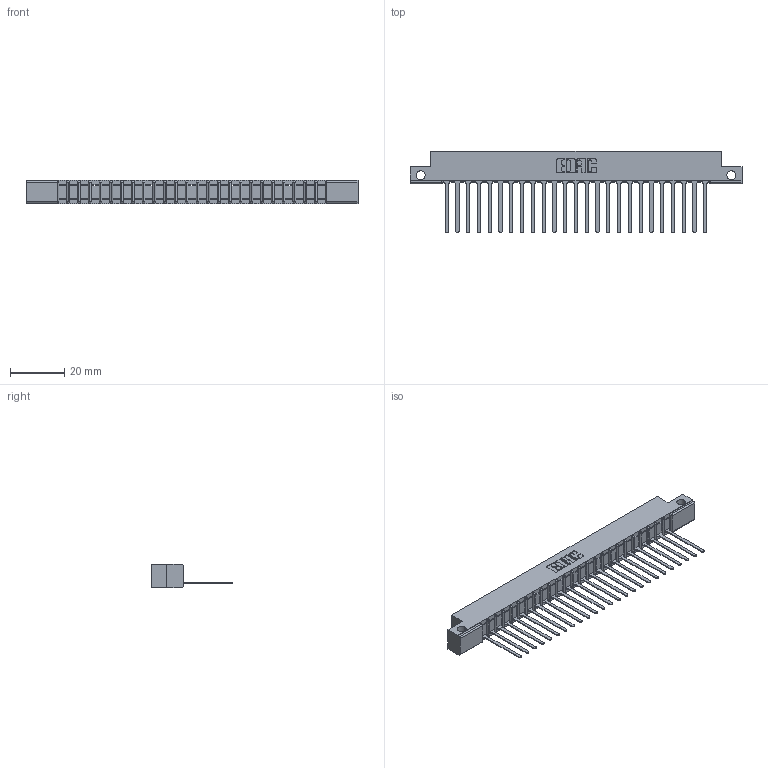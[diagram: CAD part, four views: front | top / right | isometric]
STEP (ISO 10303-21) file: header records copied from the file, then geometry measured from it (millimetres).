
FILE_DESCRIPTION (( 'STEP AP203' ), '1' );
FILE_NAME ('307-025-545-112.STEP', '2019-09-03T21:23:28', ( '' ), ( '' ), 'SwSTEP 2.0', 'SolidWorks 2016', '' );
FILE_SCHEMA (( 'CONFIG_CONTROL_DESIGN' ));
Length unit declared in the file: inch
Products named in the file (3): 307 Part_.128 Dia Side Mounting Holes; 307-025-545-112; 307-290-001_545
Assembly tree (26 placements, depth 2):
  307-025-545-112
    307 Part_.128 Dia Side Mounting Holes
    307-290-001_545  x25
Bounding box: 122.07 x 30 x 8.71 mm (x, y, z)
Volume: 7725.6 mm3; surface area: 12556 mm2
Topology: 26 solids, 26 shells, 1544 faces, 4373 edges, 2810 vertices
Faces by surface type: plane 995, cylinder 497, sphere 52
Entity records: 23498 total; most frequent: CARTESIAN_POINT 3952, ORIENTED_EDGE 3938, DIRECTION 3853, EDGE_CURVE 1969, LINE 1503, VECTOR 1503, VERTEX_POINT 1274, AXIS2_PLACEMENT_3D 1175
